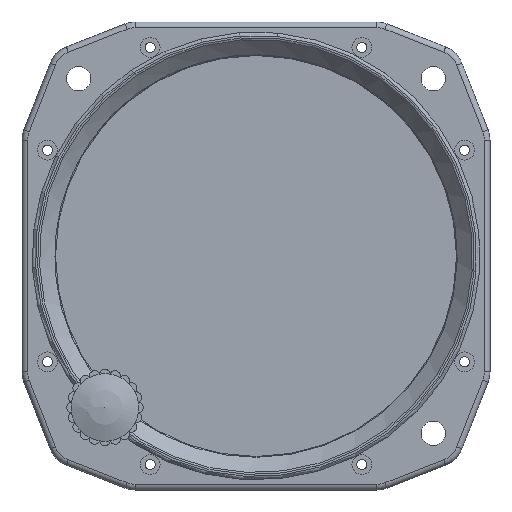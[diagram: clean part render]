
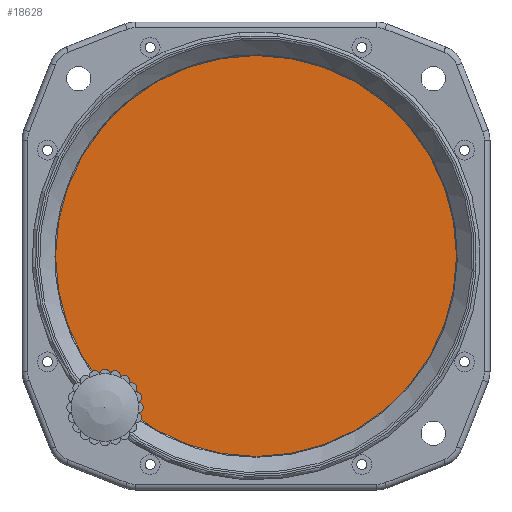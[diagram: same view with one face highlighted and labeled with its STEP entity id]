
A CAD part, front view. The second image highlights one B-rep face of the part: STEP entity #18628.
In plain terms, the highlighted planar face has unit normal (0, -1, 0).
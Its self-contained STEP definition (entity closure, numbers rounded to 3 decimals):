
#861=PLANE('',#19808);
#1354=FACE_OUTER_BOUND('',#2412,.T.);
#2412=EDGE_LOOP('',(#12474,#12475,#12476,#12477,#12478));
#3615=CIRCLE('',#19806,2.25);
#3617=CIRCLE('',#19809,39.55);
#3618=CIRCLE('',#19810,39.55);
#4452=LINE('',#26761,#6070);
#4453=LINE('',#26763,#6071);
#6070=VECTOR('',#21595,10.);
#6071=VECTOR('',#21596,10.);
#7686=VERTEX_POINT('',#26749);
#7688=VERTEX_POINT('',#26752);
#7690=VERTEX_POINT('',#26758);
#7691=VERTEX_POINT('',#26760);
#7692=VERTEX_POINT('',#26762);
#9591=EDGE_CURVE('',#7688,#7686,#3615,.T.);
#9594=EDGE_CURVE('',#7690,#7686,#3617,.T.);
#9595=EDGE_CURVE('',#7691,#7690,#4452,.T.);
#9596=EDGE_CURVE('',#7692,#7691,#4453,.T.);
#9597=EDGE_CURVE('',#7688,#7692,#3618,.T.);
#12474=ORIENTED_EDGE('',*,*,#9591,.T.);
#12475=ORIENTED_EDGE('',*,*,#9594,.F.);
#12476=ORIENTED_EDGE('',*,*,#9595,.F.);
#12477=ORIENTED_EDGE('',*,*,#9596,.F.);
#12478=ORIENTED_EDGE('',*,*,#9597,.F.);
#18628=ADVANCED_FACE('',(#1354),#861,.F.);
#19806=AXIS2_PLACEMENT_3D('',#26753,#21586,#21587);
#19808=AXIS2_PLACEMENT_3D('',#26757,#21591,#21592);
#19809=AXIS2_PLACEMENT_3D('',#26759,#21593,#21594);
#19810=AXIS2_PLACEMENT_3D('',#26764,#21597,#21598);
#21586=DIRECTION('center_axis',(0.,1.,0.));
#21587=DIRECTION('ref_axis',(1.,0.,0.));
#21591=DIRECTION('center_axis',(0.,1.,0.));
#21592=DIRECTION('ref_axis',(-1.,0.,0.));
#21593=DIRECTION('center_axis',(0.,1.,0.));
#21594=DIRECTION('ref_axis',(-1.,0.,0.));
#21595=DIRECTION('',(0.5,0.,-0.866));
#21596=DIRECTION('',(0.5,0.,0.866));
#21597=DIRECTION('center_axis',(0.,1.,0.));
#21598=DIRECTION('ref_axis',(-1.,0.,0.));
#26749=CARTESIAN_POINT('',(-26.879,-4.75,-29.012));
#26752=CARTESIAN_POINT('',(-29.012,-4.75,-26.879));
#26753=CARTESIAN_POINT('Origin',(-26.765,-4.75,-26.765));
#26757=CARTESIAN_POINT('Origin',(0.,-4.75,0.525));
#26758=CARTESIAN_POINT('',(0.609,-4.75,39.545));
#26759=CARTESIAN_POINT('Origin',(0.,-4.75,0.));
#26760=CARTESIAN_POINT('',(0.,-4.75,40.6));
#26761=CARTESIAN_POINT('',(0.,-4.75,40.6));
#26762=CARTESIAN_POINT('',(-0.609,-4.75,39.545));
#26763=CARTESIAN_POINT('',(-0.638,-4.75,39.495));
#26764=CARTESIAN_POINT('Origin',(0.,-4.75,0.));
